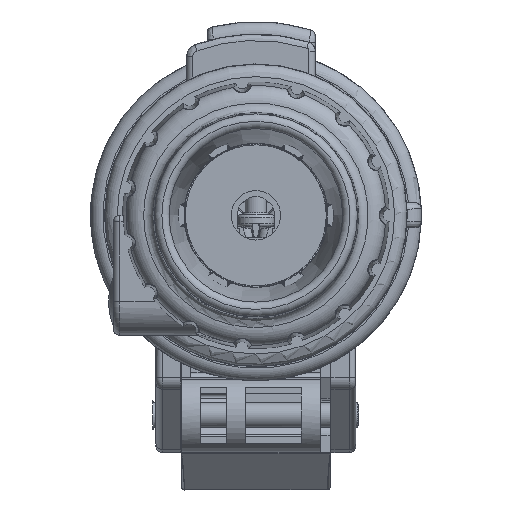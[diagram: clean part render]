
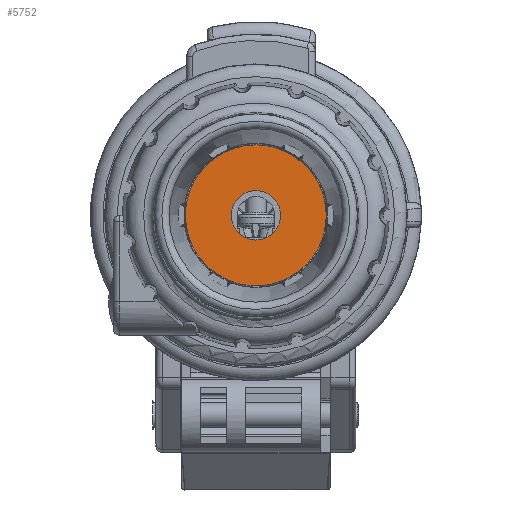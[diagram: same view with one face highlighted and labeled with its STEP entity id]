
A CAD part, front view. The second image highlights one B-rep face of the part: STEP entity #5752.
In plain terms, the highlighted planar face has unit normal (0, -1, 0).
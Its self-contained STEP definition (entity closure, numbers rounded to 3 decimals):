
#5223=PLANE('',#22362);
#5752=ADVANCED_FACE('',(#7417,#7418),#5223,.T.);
#7417=FACE_BOUND('',#7802,.T.);
#7418=FACE_BOUND('',#7803,.T.);
#7802=EDGE_LOOP('',(#9270));
#7803=EDGE_LOOP('',(#9271));
#9270=ORIENTED_EDGE('',*,*,#18000,.T.);
#9271=ORIENTED_EDGE('',*,*,#18003,.F.);
#15816=VERTEX_POINT('',#30747);
#15819=VERTEX_POINT('',#30755);
#18000=EDGE_CURVE('',#15816,#15816,#21282,.T.);
#18003=EDGE_CURVE('',#15819,#15819,#21285,.T.);
#21282=CIRCLE('',#22355,14.3);
#21285=CIRCLE('',#22360,3.95);
#22355=AXIS2_PLACEMENT_3D('',#30746,#24710,#24711);
#22360=AXIS2_PLACEMENT_3D('',#30754,#24720,#24721);
#22362=AXIS2_PLACEMENT_3D('',#30757,#24724,#24725);
#24710=DIRECTION('',(0.,-1.,0.));
#24711=DIRECTION('',(-1.,0.,0.));
#24720=DIRECTION('',(0.,-1.,0.));
#24721=DIRECTION('',(-1.,0.,0.));
#24724=DIRECTION('',(0.,-1.,0.));
#24725=DIRECTION('',(0.,0.,1.));
#30746=CARTESIAN_POINT('',(0.,-89.854,0.));
#30747=CARTESIAN_POINT('',(-14.3,-89.854,0.));
#30754=CARTESIAN_POINT('',(0.,-89.854,0.));
#30755=CARTESIAN_POINT('',(-3.95,-89.854,0.));
#30757=CARTESIAN_POINT('',(-28.6,-89.854,28.6));
